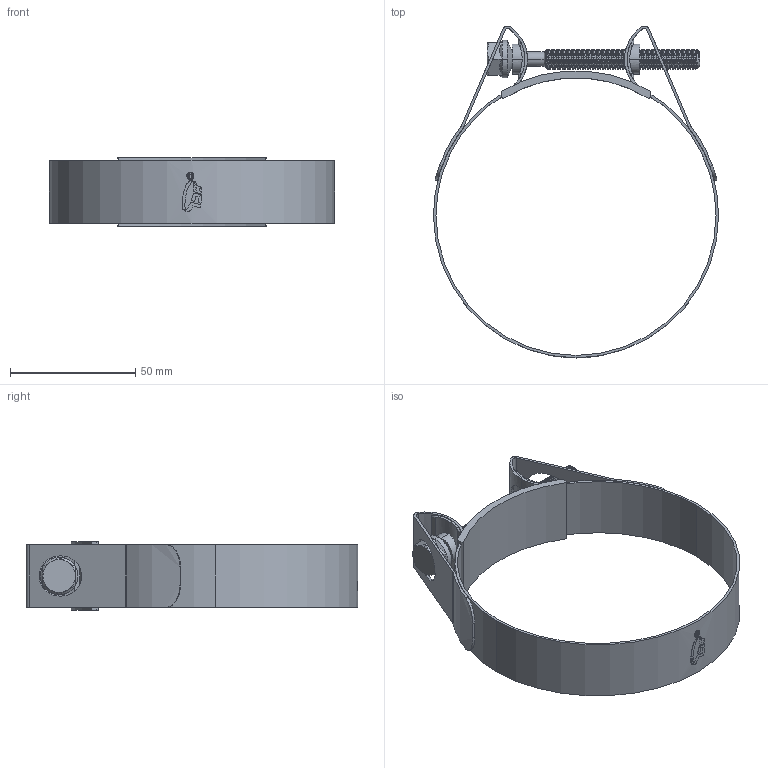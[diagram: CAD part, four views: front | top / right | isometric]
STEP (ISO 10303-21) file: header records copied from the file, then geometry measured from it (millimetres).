
FILE_DESCRIPTION (( 'STEP AP214' ), '1' );
FILE_NAME ('BBC-104-SUPRA-W4.step', '2025-06-05T14:57:47', ( '' ), ( '' ), 'SwSTEP 2.0', 'SolidWorks 2025', '' );
FILE_SCHEMA (( 'AUTOMOTIVE_DESIGN' ));
Length unit declared in the file: millimetre
Products named in the file (1): BBC-104-SUPRA-W4
Bounding box: 114 x 132.71 x 27.5 mm (x, y, z)
Volume: 18977.3 mm3; surface area: 33521.4 mm2
Topology: 5 solids, 5 shells, 365 faces, 1000 edges, 653 vertices
Faces by surface type: cylinder 233, bspline 58, plane 46, cone 28
Entity records: 38299 total; most frequent: CARTESIAN_POINT 30342, ORIENTED_EDGE 2000, DIRECTION 1203, EDGE_CURVE 1000, VERTEX_POINT 653, AXIS2_PLACEMENT_3D 422, EDGE_LOOP 385, FACE_OUTER_BOUND 365
